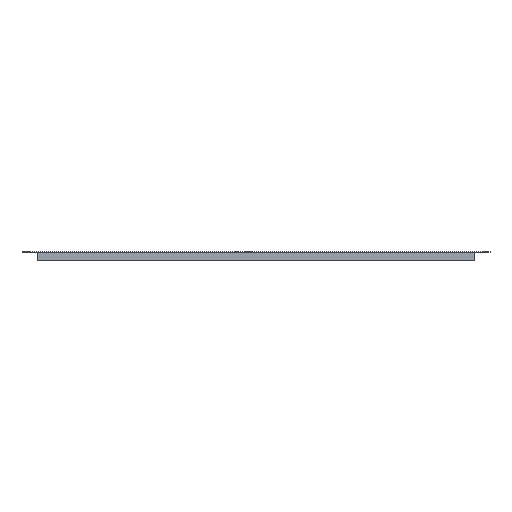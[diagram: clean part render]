
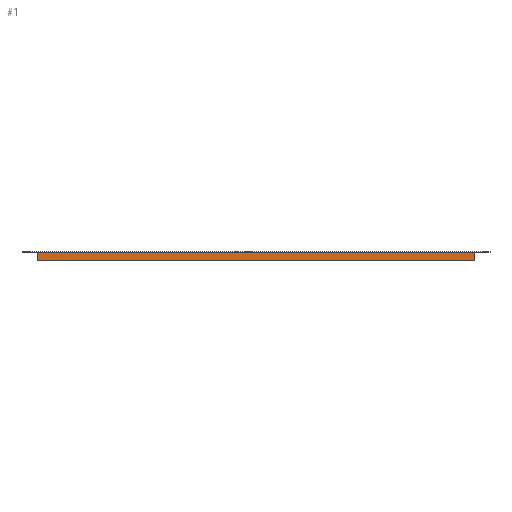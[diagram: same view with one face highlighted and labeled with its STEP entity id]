
A CAD part, front view. The second image highlights one B-rep face of the part: STEP entity #1.
In plain terms, the highlighted planar face has unit normal (0, -1, 0).
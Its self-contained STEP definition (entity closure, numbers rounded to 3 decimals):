
#1 = ADVANCED_FACE ( 'NONE', ( #215 ), #673, .F. ) ;
#14 = CARTESIAN_POINT ( 'NONE',  ( -394., -248.5, 0. ) ) ;
#66 = VERTEX_POINT ( 'NONE', #398 ) ;
#105 = VERTEX_POINT ( 'NONE', #242 ) ;
#124 = ORIENTED_EDGE ( 'NONE', *, *, #540, .T. ) ;
#153 = ORIENTED_EDGE ( 'NONE', *, *, #554, .F. ) ;
#199 = DIRECTION ( 'NONE',  ( -1., 0., 0. ) ) ;
#205 = AXIS2_PLACEMENT_3D ( 'NONE', #620, #751, #780 ) ;
#215 = FACE_OUTER_BOUND ( 'NONE', #358, .T. ) ;
#230 = ORIENTED_EDGE ( 'NONE', *, *, #519, .T. ) ;
#242 = CARTESIAN_POINT ( 'NONE',  ( -394., -248.5, -1.5 ) ) ;
#266 = ORIENTED_EDGE ( 'NONE', *, *, #297, .T. ) ;
#278 = VERTEX_POINT ( 'NONE', #14 ) ;
#297 = EDGE_CURVE ( 'NONE', #319, #776, #381, .T. ) ;
#319 = VERTEX_POINT ( 'NONE', #822 ) ;
#341 = VECTOR ( 'NONE', #898, 1000. ) ;
#358 = EDGE_LOOP ( 'NONE', ( #266, #230, #153, #124, #468, #495, #528, #574 ) ) ;
#381 = LINE ( 'NONE', #846, #341 ) ;
#398 = CARTESIAN_POINT ( 'NONE',  ( -368., -248.5, -1.5 ) ) ;
#446 = EDGE_CURVE ( 'NONE', #319, #700, #1004, .T. ) ;
#468 = ORIENTED_EDGE ( 'NONE', *, *, #541, .T. ) ;
#473 = EDGE_CURVE ( 'NONE', #66, #700, #881, .T. ) ;
#485 = EDGE_CURVE ( 'NONE', #105, #66, #854, .T. ) ;
#495 = ORIENTED_EDGE ( 'NONE', *, *, #485, .T. ) ;
#519 = EDGE_CURVE ( 'NONE', #776, #658, #804, .T. ) ;
#528 = ORIENTED_EDGE ( 'NONE', *, *, #473, .T. ) ;
#537 = VERTEX_POINT ( 'NONE', #871 ) ;
#540 = EDGE_CURVE ( 'NONE', #537, #278, #755, .T. ) ;
#541 = EDGE_CURVE ( 'NONE', #278, #105, #786, .T. ) ;
#554 = EDGE_CURVE ( 'NONE', #537, #658, #709, .T. ) ;
#574 = ORIENTED_EDGE ( 'NONE', *, *, #446, .F. ) ;
#620 = CARTESIAN_POINT ( 'NONE',  ( 394., -248.5, 0. ) ) ;
#658 = VERTEX_POINT ( 'NONE', #798 ) ;
#673 = PLANE ( 'NONE',  #205 ) ;
#692 = VECTOR ( 'NONE', #808, 1000. ) ;
#700 = VERTEX_POINT ( 'NONE', #790 ) ;
#709 = LINE ( 'NONE', #813, #692 ) ;
#726 = VECTOR ( 'NONE', #844, 1000. ) ;
#751 = DIRECTION ( 'NONE',  ( 0., 1., 0. ) ) ;
#755 = LINE ( 'NONE', #855, #726 ) ;
#768 = VECTOR ( 'NONE', #833, 1000. ) ;
#774 = CARTESIAN_POINT ( 'NONE',  ( 368., -248.5, -1.5 ) ) ;
#776 = VERTEX_POINT ( 'NONE', #774 ) ;
#780 = DIRECTION ( 'NONE',  ( 0., 0., 1. ) ) ;
#784 = VECTOR ( 'NONE', #894, 1000. ) ;
#786 = LINE ( 'NONE', #838, #768 ) ;
#790 = CARTESIAN_POINT ( 'NONE',  ( -368., -248.5, -15. ) ) ;
#798 = CARTESIAN_POINT ( 'NONE',  ( 394., -248.5, -1.5 ) ) ;
#804 = LINE ( 'NONE', #904, #784 ) ;
#808 = DIRECTION ( 'NONE',  ( 0., 0., -1. ) ) ;
#813 = CARTESIAN_POINT ( 'NONE',  ( 394., -248.5, 0. ) ) ;
#822 = CARTESIAN_POINT ( 'NONE',  ( 368., -248.5, -15. ) ) ;
#833 = DIRECTION ( 'NONE',  ( 0., 0., -1. ) ) ;
#838 = CARTESIAN_POINT ( 'NONE',  ( -394., -248.5, 0. ) ) ;
#841 = VECTOR ( 'NONE', #939, 1000. ) ;
#844 = DIRECTION ( 'NONE',  ( -1., 0., 0. ) ) ;
#846 = CARTESIAN_POINT ( 'NONE',  ( 368., -248.5, -15. ) ) ;
#854 = LINE ( 'NONE', #958, #841 ) ;
#855 = CARTESIAN_POINT ( 'NONE',  ( 394., -248.5, 0. ) ) ;
#867 = VECTOR ( 'NONE', #972, 1000. ) ;
#871 = CARTESIAN_POINT ( 'NONE',  ( 394., -248.5, 0. ) ) ;
#881 = LINE ( 'NONE', #997, #867 ) ;
#894 = DIRECTION ( 'NONE',  ( 1., 0., 0. ) ) ;
#898 = DIRECTION ( 'NONE',  ( 0., 0., 1. ) ) ;
#904 = CARTESIAN_POINT ( 'NONE',  ( 394., -248.5, -1.5 ) ) ;
#939 = DIRECTION ( 'NONE',  ( 1., 0., 0. ) ) ;
#958 = CARTESIAN_POINT ( 'NONE',  ( -394., -248.5, -1.5 ) ) ;
#972 = DIRECTION ( 'NONE',  ( 0., 0., -1. ) ) ;
#994 = VECTOR ( 'NONE', #199, 1000. ) ;
#997 = CARTESIAN_POINT ( 'NONE',  ( -368., -248.5, -15. ) ) ;
#1004 = LINE ( 'NONE', #1045, #994 ) ;
#1045 = CARTESIAN_POINT ( 'NONE',  ( 394., -248.5, -15. ) ) ;
